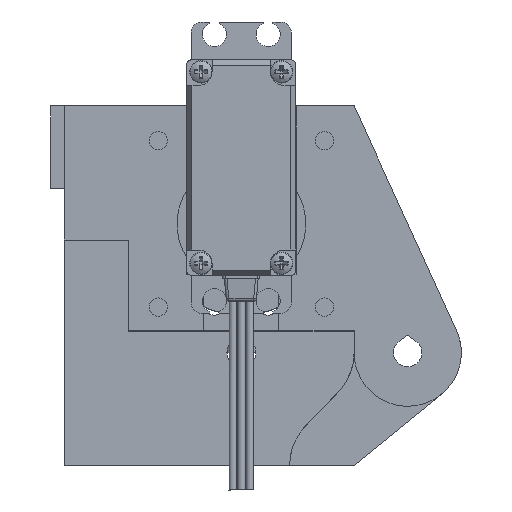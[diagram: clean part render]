
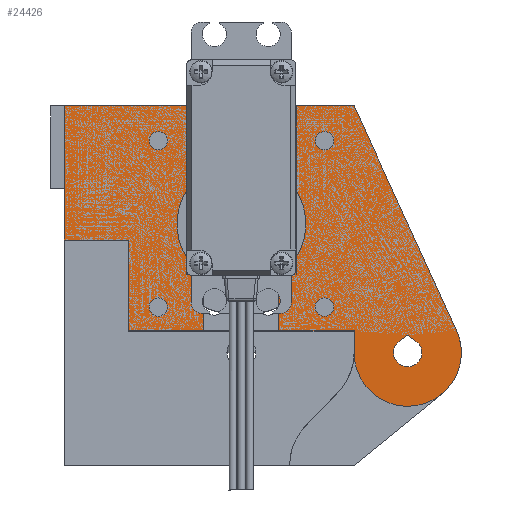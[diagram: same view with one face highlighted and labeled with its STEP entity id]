
A CAD part, left-side view. The second image highlights one B-rep face of the part: STEP entity #24426.
In plain terms, the highlighted planar face has unit normal (-1, 0, 0).
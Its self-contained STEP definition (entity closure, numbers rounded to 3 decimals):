
#716=FACE_BOUND('',#3282,.T.);
#717=FACE_BOUND('',#3283,.T.);
#718=FACE_BOUND('',#3284,.T.);
#719=FACE_BOUND('',#3285,.T.);
#720=FACE_BOUND('',#3286,.T.);
#966=PLANE('',#25987);
#1826=FACE_OUTER_BOUND('',#3281,.T.);
#3281=EDGE_LOOP('',(#17767,#17768,#17769,#17770,#17771,#17772,#17773,#17774,
#17775,#17776,#17777,#17778,#17779));
#3282=EDGE_LOOP('',(#17780,#17781,#17782));
#3283=EDGE_LOOP('',(#17783));
#3284=EDGE_LOOP('',(#17784));
#3285=EDGE_LOOP('',(#17785));
#3286=EDGE_LOOP('',(#17786));
#5177=CIRCLE('',#25988,12.);
#5178=CIRCLE('',#25989,10.);
#5179=CIRCLE('',#25990,2.65);
#5180=CIRCLE('',#25991,1.7);
#5181=CIRCLE('',#25992,1.7);
#5182=CIRCLE('',#25993,1.7);
#5183=CIRCLE('',#25994,1.7);
#6411=LINE('',#43412,#8423);
#6421=LINE('',#43438,#8433);
#6424=LINE('',#43444,#8436);
#6425=LINE('',#43446,#8437);
#6426=LINE('',#43448,#8438);
#6427=LINE('',#43452,#8439);
#6428=LINE('',#43454,#8440);
#6429=LINE('',#43456,#8441);
#6430=LINE('',#43458,#8442);
#6431=LINE('',#43462,#8443);
#6432=LINE('',#43463,#8444);
#6433=LINE('',#43466,#8445);
#6434=LINE('',#43469,#8446);
#8423=VECTOR('',#29064,10.);
#8433=VECTOR('',#29086,10.);
#8436=VECTOR('',#29091,10.);
#8437=VECTOR('',#29092,10.);
#8438=VECTOR('',#29093,10.);
#8439=VECTOR('',#29096,10.);
#8440=VECTOR('',#29097,10.);
#8441=VECTOR('',#29098,10.);
#8442=VECTOR('',#29099,10.);
#8443=VECTOR('',#29102,10.);
#8444=VECTOR('',#29103,10.);
#8445=VECTOR('',#29104,10.);
#8446=VECTOR('',#29107,10.);
#10566=VERTEX_POINT('',#43410);
#10567=VERTEX_POINT('',#43411);
#10577=VERTEX_POINT('',#43437);
#10579=VERTEX_POINT('',#43443);
#10580=VERTEX_POINT('',#43445);
#10581=VERTEX_POINT('',#43447);
#10582=VERTEX_POINT('',#43449);
#10583=VERTEX_POINT('',#43451);
#10584=VERTEX_POINT('',#43453);
#10585=VERTEX_POINT('',#43455);
#10586=VERTEX_POINT('',#43457);
#10587=VERTEX_POINT('',#43459);
#10588=VERTEX_POINT('',#43461);
#10589=VERTEX_POINT('',#43464);
#10590=VERTEX_POINT('',#43465);
#10591=VERTEX_POINT('',#43467);
#10592=VERTEX_POINT('',#43470);
#10593=VERTEX_POINT('',#43472);
#10594=VERTEX_POINT('',#43474);
#10595=VERTEX_POINT('',#43476);
#13276=EDGE_CURVE('',#10566,#10567,#6411,.T.);
#13289=EDGE_CURVE('',#10577,#10566,#6421,.T.);
#13292=EDGE_CURVE('',#10567,#10579,#6424,.T.);
#13293=EDGE_CURVE('',#10579,#10580,#6425,.T.);
#13294=EDGE_CURVE('',#10580,#10581,#6426,.T.);
#13295=EDGE_CURVE('',#10581,#10582,#5177,.T.);
#13296=EDGE_CURVE('',#10582,#10583,#6427,.T.);
#13297=EDGE_CURVE('',#10583,#10584,#6428,.T.);
#13298=EDGE_CURVE('',#10584,#10585,#6429,.T.);
#13299=EDGE_CURVE('',#10585,#10586,#6430,.T.);
#13300=EDGE_CURVE('',#10586,#10587,#5178,.T.);
#13301=EDGE_CURVE('',#10588,#10587,#6431,.T.);
#13302=EDGE_CURVE('',#10588,#10577,#6432,.T.);
#13303=EDGE_CURVE('',#10589,#10590,#6433,.T.);
#13304=EDGE_CURVE('',#10590,#10591,#5179,.T.);
#13305=EDGE_CURVE('',#10591,#10589,#6434,.T.);
#13306=EDGE_CURVE('',#10592,#10592,#5180,.T.);
#13307=EDGE_CURVE('',#10593,#10593,#5181,.T.);
#13308=EDGE_CURVE('',#10594,#10594,#5182,.T.);
#13309=EDGE_CURVE('',#10595,#10595,#5183,.T.);
#17767=ORIENTED_EDGE('',*,*,#13276,.T.);
#17768=ORIENTED_EDGE('',*,*,#13292,.T.);
#17769=ORIENTED_EDGE('',*,*,#13293,.T.);
#17770=ORIENTED_EDGE('',*,*,#13294,.T.);
#17771=ORIENTED_EDGE('',*,*,#13295,.T.);
#17772=ORIENTED_EDGE('',*,*,#13296,.T.);
#17773=ORIENTED_EDGE('',*,*,#13297,.T.);
#17774=ORIENTED_EDGE('',*,*,#13298,.T.);
#17775=ORIENTED_EDGE('',*,*,#13299,.T.);
#17776=ORIENTED_EDGE('',*,*,#13300,.T.);
#17777=ORIENTED_EDGE('',*,*,#13301,.F.);
#17778=ORIENTED_EDGE('',*,*,#13302,.T.);
#17779=ORIENTED_EDGE('',*,*,#13289,.T.);
#17780=ORIENTED_EDGE('',*,*,#13303,.T.);
#17781=ORIENTED_EDGE('',*,*,#13304,.T.);
#17782=ORIENTED_EDGE('',*,*,#13305,.T.);
#17783=ORIENTED_EDGE('',*,*,#13306,.T.);
#17784=ORIENTED_EDGE('',*,*,#13307,.T.);
#17785=ORIENTED_EDGE('',*,*,#13308,.T.);
#17786=ORIENTED_EDGE('',*,*,#13309,.T.);
#24426=ADVANCED_FACE('',(#1826,#716,#717,#718,#719,#720),#966,.T.);
#25987=AXIS2_PLACEMENT_3D('',#43442,#29089,#29090);
#25988=AXIS2_PLACEMENT_3D('',#43450,#29094,#29095);
#25989=AXIS2_PLACEMENT_3D('',#43460,#29100,#29101);
#25990=AXIS2_PLACEMENT_3D('',#43468,#29105,#29106);
#25991=AXIS2_PLACEMENT_3D('',#43471,#29108,#29109);
#25992=AXIS2_PLACEMENT_3D('',#43473,#29110,#29111);
#25993=AXIS2_PLACEMENT_3D('',#43475,#29112,#29113);
#25994=AXIS2_PLACEMENT_3D('',#43477,#29114,#29115);
#29064=DIRECTION('',(0.,-1.,0.));
#29086=DIRECTION('',(0.,0.,-1.));
#29089=DIRECTION('center_axis',(-1.,0.,0.));
#29090=DIRECTION('ref_axis',(0.,-1.,0.));
#29091=DIRECTION('',(0.,0.,-1.));
#29092=DIRECTION('',(0.,-1.,0.));
#29093=DIRECTION('',(0.,0.,1.));
#29094=DIRECTION('center_axis',(1.,0.,0.));
#29095=DIRECTION('ref_axis',(0.,-1.,0.));
#29096=DIRECTION('',(0.,0.,-1.));
#29097=DIRECTION('',(0.,-1.,0.));
#29098=DIRECTION('',(0.,0.,-1.));
#29099=DIRECTION('',(0.,0.,-1.));
#29100=DIRECTION('center_axis',(-1.,0.,0.));
#29101=DIRECTION('ref_axis',(0.,-1.,0.));
#29102=DIRECTION('',(0.,-0.415,-0.91));
#29103=DIRECTION('',(0.,1.,0.));
#29104=DIRECTION('',(0.,-0.817,-0.576));
#29105=DIRECTION('center_axis',(1.,0.,0.));
#29106=DIRECTION('ref_axis',(0.,-1.,0.));
#29107=DIRECTION('',(0.,-0.817,0.576));
#29108=DIRECTION('center_axis',(1.,0.,0.));
#29109=DIRECTION('ref_axis',(0.,-1.,0.));
#29110=DIRECTION('center_axis',(1.,0.,0.));
#29111=DIRECTION('ref_axis',(0.,-1.,0.));
#29112=DIRECTION('center_axis',(1.,0.,0.));
#29113=DIRECTION('ref_axis',(0.,-1.,0.));
#29114=DIRECTION('center_axis',(1.,0.,0.));
#29115=DIRECTION('ref_axis',(0.,-1.,0.));
#43410=CARTESIAN_POINT('',(-123.,33.,21.));
#43411=CARTESIAN_POINT('',(-123.,21.,21.));
#43412=CARTESIAN_POINT('',(-123.,13.5,21.));
#43437=CARTESIAN_POINT('',(-123.,33.,46.));
#43438=CARTESIAN_POINT('',(-123.,33.,46.));
#43442=CARTESIAN_POINT('Origin',(-123.,0.,24.3));
#43443=CARTESIAN_POINT('',(-123.,21.,4.05));
#43444=CARTESIAN_POINT('',(-123.,21.,44.55));
#43445=CARTESIAN_POINT('',(-123.,7.,4.05));
#43446=CARTESIAN_POINT('',(-123.,21.,4.05));
#43447=CARTESIAN_POINT('',(-123.,7.,14.253));
#43448=CARTESIAN_POINT('',(-123.,7.,14.175));
#43449=CARTESIAN_POINT('',(-123.,-7.,14.253));
#43450=CARTESIAN_POINT('Origin',(-123.,0.,24.));
#43451=CARTESIAN_POINT('',(-123.,-7.,4.05));
#43452=CARTESIAN_POINT('',(-123.,-7.,14.175));
#43453=CARTESIAN_POINT('',(-123.,-21.,4.05));
#43454=CARTESIAN_POINT('',(-123.,21.,4.05));
#43455=CARTESIAN_POINT('',(-123.,-21.,4.));
#43456=CARTESIAN_POINT('',(-123.,-21.,46.));
#43457=CARTESIAN_POINT('',(-123.,-21.,0.));
#43458=CARTESIAN_POINT('',(-123.,-21.,4.));
#43459=CARTESIAN_POINT('',(-123.,-40.097,4.152));
#43460=CARTESIAN_POINT('Origin',(-123.,-31.,0.));
#43461=CARTESIAN_POINT('',(-123.,-21.,46.));
#43462=CARTESIAN_POINT('',(-123.,-21.,46.));
#43463=CARTESIAN_POINT('',(-123.,21.,46.));
#43464=CARTESIAN_POINT('',(-123.,-31.,3.243));
#43465=CARTESIAN_POINT('',(-123.,-32.527,2.166));
#43466=CARTESIAN_POINT('',(-123.,-15.69,14.041));
#43467=CARTESIAN_POINT('',(-123.,-29.473,2.166));
#43468=CARTESIAN_POINT('Origin',(-123.,-31.,0.));
#43469=CARTESIAN_POINT('',(-123.,-24.844,-1.099));
#43470=CARTESIAN_POINT('',(-123.,17.2,8.5));
#43471=CARTESIAN_POINT('Origin',(-123.,15.5,8.5));
#43472=CARTESIAN_POINT('',(-123.,-13.8,8.5));
#43473=CARTESIAN_POINT('Origin',(-123.,-15.5,8.5));
#43474=CARTESIAN_POINT('',(-123.,17.2,39.5));
#43475=CARTESIAN_POINT('Origin',(-123.,15.5,39.5));
#43476=CARTESIAN_POINT('',(-123.,-13.8,39.5));
#43477=CARTESIAN_POINT('Origin',(-123.,-15.5,39.5));
